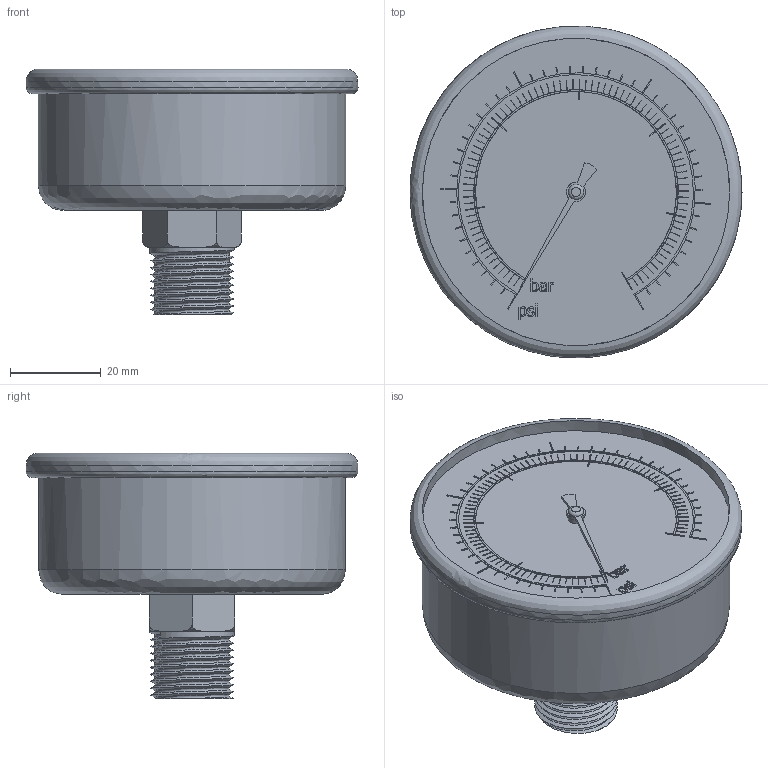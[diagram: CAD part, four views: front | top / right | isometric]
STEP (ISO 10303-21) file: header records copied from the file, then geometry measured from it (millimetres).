
FILE_DESCRIPTION(('FreeCAD Model'),'2;1');
FILE_NAME('Open CASCADE Shape Model','2025-05-09T18:29:34',('FreeCAD'),( 'FreeCAD'),'Open CASCADE STEP processor 7.6','FreeCAD','Unknown');
FILE_SCHEMA(('AUTOMOTIVE_DESIGN { 1 0 10303 214 1 1 1 1 }'));
Length unit declared in the file: millimetre
Products named in the file (1): Open CASCADE STEP translator 7.6 1
Bounding box: 73.37 x 73.32 x 54.35 mm (x, y, z)
Volume: 110052.3 mm3; surface area: 17988.4 mm2
Topology: 156 solids, 156 shells, 1079 faces, 2246 edges, 1496 vertices
Faces by surface type: bspline 1079
Entity records: 31134 total; most frequent: CARTESIAN_POINT 16817, ORIENTED_EDGE 4492, EDGE_CURVE 2246, B_SPLINE_CURVE_WITH_KNOTS 1688, VERTEX_POINT 1496, FACE_BOUND 1096, EDGE_LOOP 1096, ADVANCED_FACE 1079
